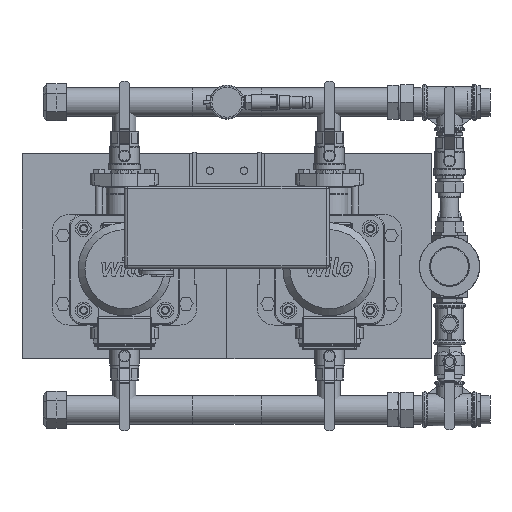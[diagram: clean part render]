
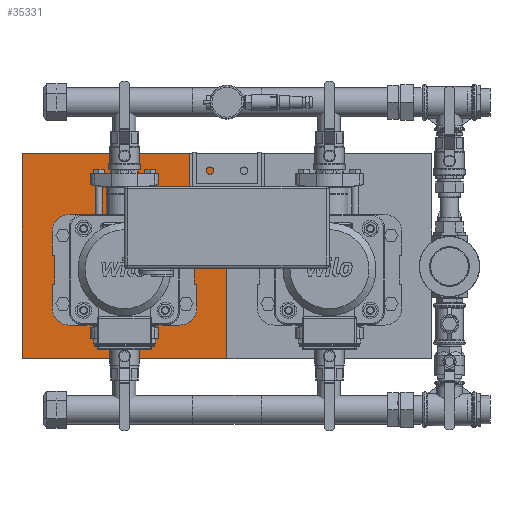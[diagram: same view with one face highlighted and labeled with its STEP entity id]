
A CAD part, top view. The second image highlights one B-rep face of the part: STEP entity #35331.
In plain terms, the highlighted planar face has unit normal (0, 0, 1).
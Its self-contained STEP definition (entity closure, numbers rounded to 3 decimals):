
#3575=FACE_OUTER_BOUND('',#5888,.T.);
#5888=EDGE_LOOP('',(#23710,#23711,#23712,#23713));
#8709=LINE('',#52458,#11907);
#8730=LINE('',#52500,#11928);
#8732=LINE('',#52504,#11930);
#8733=LINE('',#52505,#11931);
#11907=VECTOR('',#41592,1.);
#11928=VECTOR('',#41623,10.);
#11930=VECTOR('',#41627,10.);
#11931=VECTOR('',#41628,10.);
#15105=VERTEX_POINT('',#52456);
#15106=VERTEX_POINT('',#52457);
#15122=VERTEX_POINT('',#52499);
#15123=VERTEX_POINT('',#52503);
#18567=EDGE_CURVE('',#15105,#15106,#8709,.T.);
#18588=EDGE_CURVE('',#15122,#15106,#8730,.T.);
#18590=EDGE_CURVE('',#15123,#15105,#8732,.T.);
#18591=EDGE_CURVE('',#15123,#15122,#8733,.T.);
#23710=ORIENTED_EDGE('',*,*,#18567,.F.);
#23711=ORIENTED_EDGE('',*,*,#18590,.F.);
#23712=ORIENTED_EDGE('',*,*,#18591,.T.);
#23713=ORIENTED_EDGE('',*,*,#18588,.T.);
#33906=PLANE('',#37761);
#35331=ADVANCED_FACE('',(#3575),#33906,.T.);
#37761=AXIS2_PLACEMENT_3D('',#52502,#41625,#41626);
#41592=DIRECTION('',(0.,-1.,0.));
#41623=DIRECTION('',(1.,0.,0.));
#41625=DIRECTION('center_axis',(0.,0.,1.));
#41626=DIRECTION('ref_axis',(0.,-1.,0.));
#41627=DIRECTION('',(1.,0.,0.));
#41628=DIRECTION('',(0.,-1.,0.));
#52456=CARTESIAN_POINT('',(300.,150.,50.));
#52457=CARTESIAN_POINT('',(300.,-150.,50.));
#52458=CARTESIAN_POINT('',(300.,0.,50.));
#52499=CARTESIAN_POINT('',(0.,-150.,50.));
#52500=CARTESIAN_POINT('',(300.,-150.,50.));
#52502=CARTESIAN_POINT('Origin',(300.,0.,50.));
#52503=CARTESIAN_POINT('',(0.,150.,50.));
#52504=CARTESIAN_POINT('',(300.,150.,50.));
#52505=CARTESIAN_POINT('',(0.,0.,50.));
